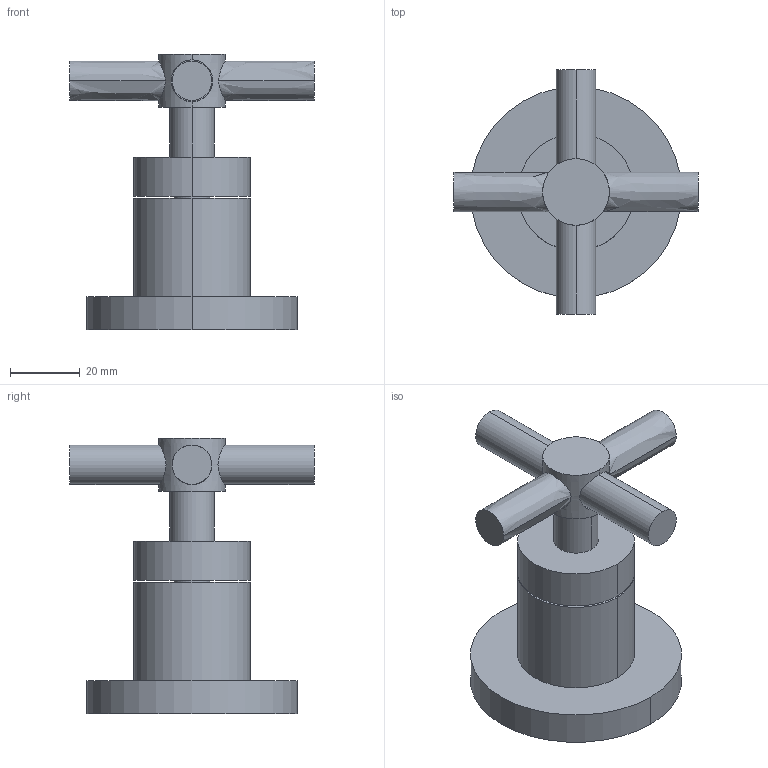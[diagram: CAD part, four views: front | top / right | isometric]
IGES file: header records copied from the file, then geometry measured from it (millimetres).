
Start section:  PTC IGES file: 3-227.igs
Global section: file name: 3-227.igs; native system: Creo Parametric by PTC Inc.; preprocessor: 2018400; author: jinson.thomas; organization: Unknown; date: 20201231.112735; units: inch
Bounding box: 69.85 x 69.85 x 78.82 mm (x, y, z)
Volume: 78066.3 mm3; surface area: 23582.6 mm2
Topology: 1 solids, 4 shells, 40 faces, 84 edges, 58 vertices
Faces by surface type: revolution 24, bspline 16
